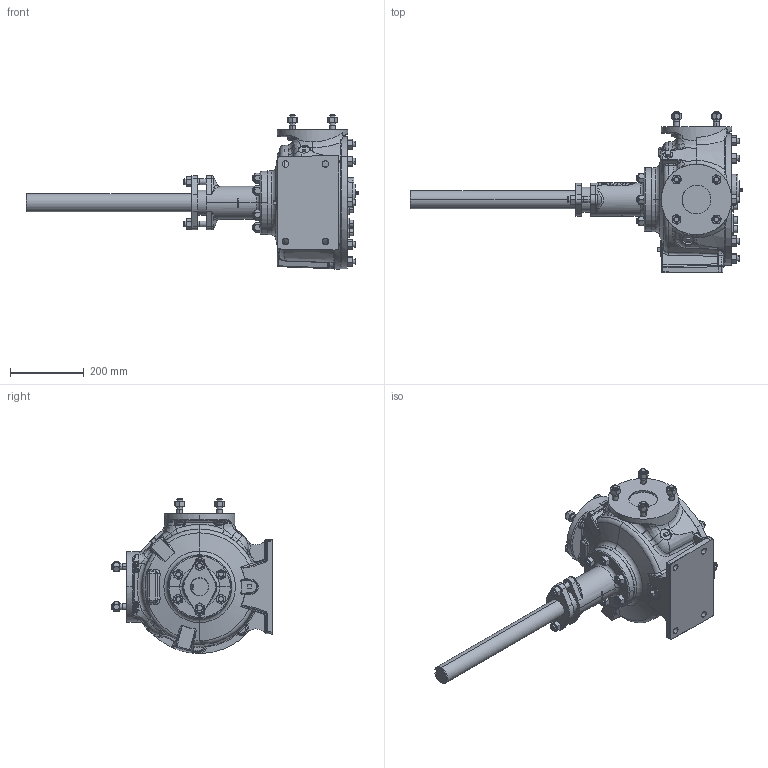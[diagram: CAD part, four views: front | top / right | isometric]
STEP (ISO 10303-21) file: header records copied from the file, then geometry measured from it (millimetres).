
FILE_DESCRIPTION (( 'STEP AP214' ), '1' );
FILE_NAME ('Q32E.STEP', '2018-03-06T17:17:14', ( '' ), ( '' ), 'SwSTEP 2.0', 'SolidWorks 2017', '' );
FILE_SCHEMA (( 'AUTOMOTIVE_DESIGN' ));
Length unit declared in the file: inch
Products named in the file (2): Q32E
Bounding box: 897.51 x 435.1 x 418.03 mm (x, y, z)
Volume: 22861696.6 mm3; surface area: 761119.2 mm2
Topology: 1 solids, 1 shells, 1536 faces, 3755 edges, 2276 vertices
Faces by surface type: cone 475, plane 394, cylinder 280, bspline 276, torus 74, sphere 37
Entity records: 114914 total; most frequent: CARTESIAN_POINT 69711, ORIENTED_EDGE 7474, DIRECTION 5921, EDGE_CURVE 3737, AXIS2_PLACEMENT_3D 2548, VERTEX_POINT 2276, EDGE_LOOP 1659, FACE_OUTER_BOUND 1536
